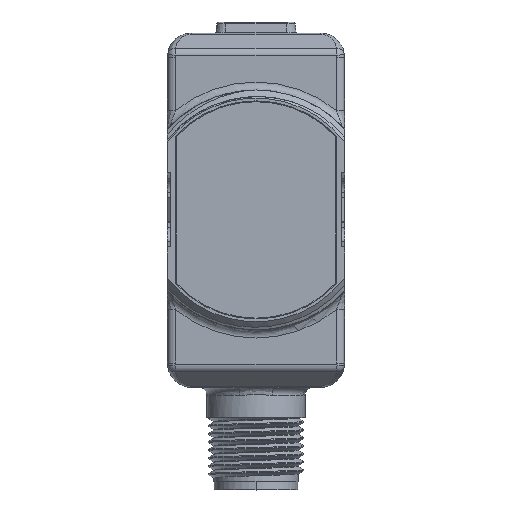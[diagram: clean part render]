
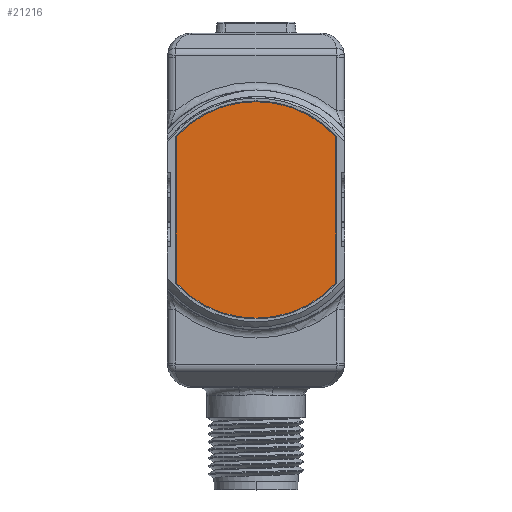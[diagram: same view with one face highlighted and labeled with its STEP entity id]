
A CAD part, top view. The second image highlights one B-rep face of the part: STEP entity #21216.
In plain terms, the highlighted planar face has unit normal (0, 0, 1).
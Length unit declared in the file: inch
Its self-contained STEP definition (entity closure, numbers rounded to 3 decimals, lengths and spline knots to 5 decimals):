
#9264=CARTESIAN_POINT('',(0.,0.86614,0.1378));
#9265=DIRECTION('',(0.,0.,-1.));
#9266=DIRECTION('',(0.736,-0.677,0.));
#9267=AXIS2_PLACEMENT_3D('',#9264,#9265,#9266);
#9269=DIRECTION('',(0.,1.,0.));
#9270=VECTOR('',#9269,0.71689);
#9271=CARTESIAN_POINT('',(-0.38976,0.5077,
0.1378));
#9272=LINE('',#9271,#9270);
#9273=CARTESIAN_POINT('',(0.,0.86614,0.1378));
#9274=DIRECTION('',(0.,0.,-1.));
#9275=DIRECTION('',(-0.736,0.677,0.));
#9276=AXIS2_PLACEMENT_3D('',#9273,#9274,#9275);
#9278=DIRECTION('',(0.,-1.,0.));
#9279=VECTOR('',#9278,0.71689);
#9280=CARTESIAN_POINT('',(0.38976,1.22459,
0.1378));
#9281=LINE('',#9280,#9279);
#10573=CARTESIAN_POINT('',(0.38976,0.5077,
0.1378));
#10574=CARTESIAN_POINT('',(-0.38976,0.5077,
0.1378));
#10575=VERTEX_POINT('',#10573);
#10576=VERTEX_POINT('',#10574);
#10577=CARTESIAN_POINT('',(-0.38976,1.22459,
0.1378));
#10578=VERTEX_POINT('',#10577);
#10579=CARTESIAN_POINT('',(0.38976,1.22459,
0.1378));
#10580=VERTEX_POINT('',#10579);
#21205=CARTESIAN_POINT('',(0.,0.86614,0.1378));
#21206=DIRECTION('',(0.,0.,-1.));
#21207=DIRECTION('',(0.,1.,0.));
#21208=AXIS2_PLACEMENT_3D('',#21205,#21206,#21207);
#21209=PLANE('',#21208);
#21210=ORIENTED_EDGE('',*,*,#21199,.T.);
#21211=ORIENTED_EDGE('',*,*,#21092,.T.);
#21212=ORIENTED_EDGE('',*,*,#21111,.T.);
#21213=ORIENTED_EDGE('',*,*,#21129,.T.);
#21214=EDGE_LOOP('',(#21210,#21211,#21212,#21213));
#21215=FACE_OUTER_BOUND('',#21214,.F.);
#21216=ADVANCED_FACE('',(#21215),#21209,.F.);
#9268=CIRCLE('',#9267,0.52953);
#9277=CIRCLE('',#9276,0.52953);
#21092=EDGE_CURVE('',#10576,#10578,#9272,.T.);
#21111=EDGE_CURVE('',#10578,#10580,#9277,.T.);
#21129=EDGE_CURVE('',#10580,#10575,#9281,.T.);
#21199=EDGE_CURVE('',#10575,#10576,#9268,.T.);
